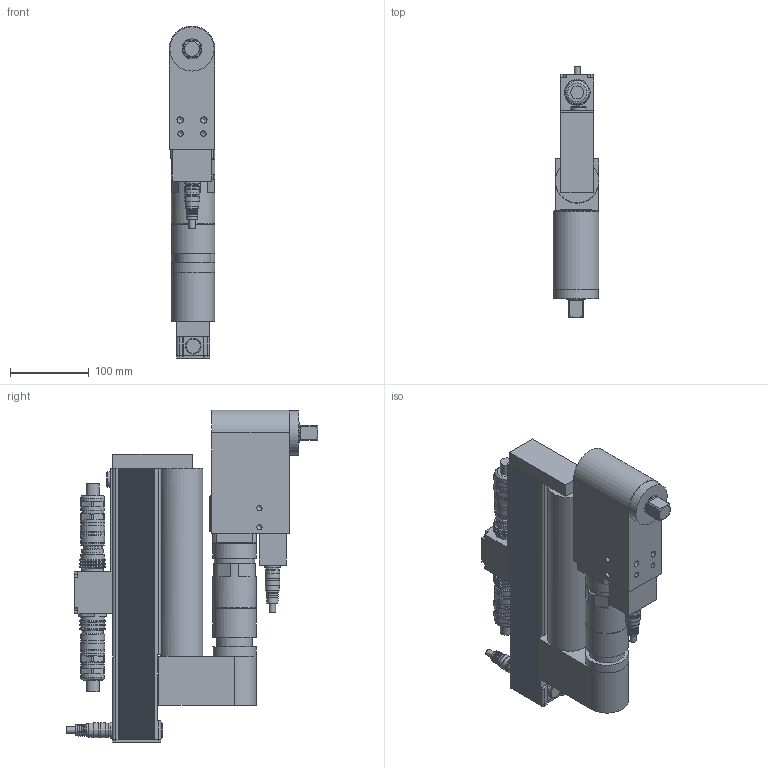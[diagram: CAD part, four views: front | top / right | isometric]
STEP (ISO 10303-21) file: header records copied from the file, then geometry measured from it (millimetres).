
FILE_DESCRIPTION((''),'2;1');
FILE_NAME('947539A2.stp','2011-03-25T14:29:44',('e4c32'),(''),'Autodesk Inventor 11','Autodesk Inventor 11','');
FILE_SCHEMA(('AUTOMOTIVE_DESIGN { 1 0 10303 214 1 1 1 1 }'));
Length unit declared in the file: millimetre
Products named in the file (6): 947539A2_IAM_001; 2WK3B_IPT_001; 1BUTS-XA_IPT_001.ipt_Motor und Getriebe; 961089-002_IPT_002.ipt_Stecker gerade; 961104-005_IPT_002.ipt_Stecker gerade; 961104-005_IPT_001.ipt_Stecker gerade
Assembly tree (6 placements, depth 2):
  947539A2_IAM_001
    2WK3B_IPT_001
    1BUTS-XA_IPT_001.ipt_Motor und Getriebe
    961089-002_IPT_002.ipt_Stecker gerade  x2
    961104-005_IPT_002.ipt_Stecker gerade
    961104-005_IPT_001.ipt_Stecker gerade
Bounding box: 58 x 318.24 x 420.4 mm (x, y, z)
Volume: 3493408.9 mm3; surface area: 319576.4 mm2
Topology: 6 solids, 6 shells, 1102 faces, 2790 edges, 1761 vertices
Faces by surface type: plane 727, cylinder 220, bspline 104, cone 39, torus 12
Full cylindrical faces by diameter (mm): 6.647 x2, 8 x2, 13.4 x2, 13.5 x1, 14 x10, 14.2 x2, 15.5 x1, 16 x6, 16.5 x2, 17.5 x1, 17.587 x4, 18 x6, 18.7 x4, 20 x4, 22.5 x1, 24 x1, 25.2 x1, 25.5 x1, 26.4 x1, 27 x1, 27.047 x1, 28 x2, 28.5 x1, 29.5 x3, 29.8 x4, 30 x4, 30.4 x2, 30.5 x3, 30.609 x1, 30.8 x4
Entity records: 30782 total; most frequent: CARTESIAN_POINT 6850, ORIENTED_EDGE 5150, DIRECTION 4543, EDGE_CURVE 2575, VERTEX_POINT 1693, VECTOR 1635, LINE 1635, AXIS2_PLACEMENT_3D 1454
